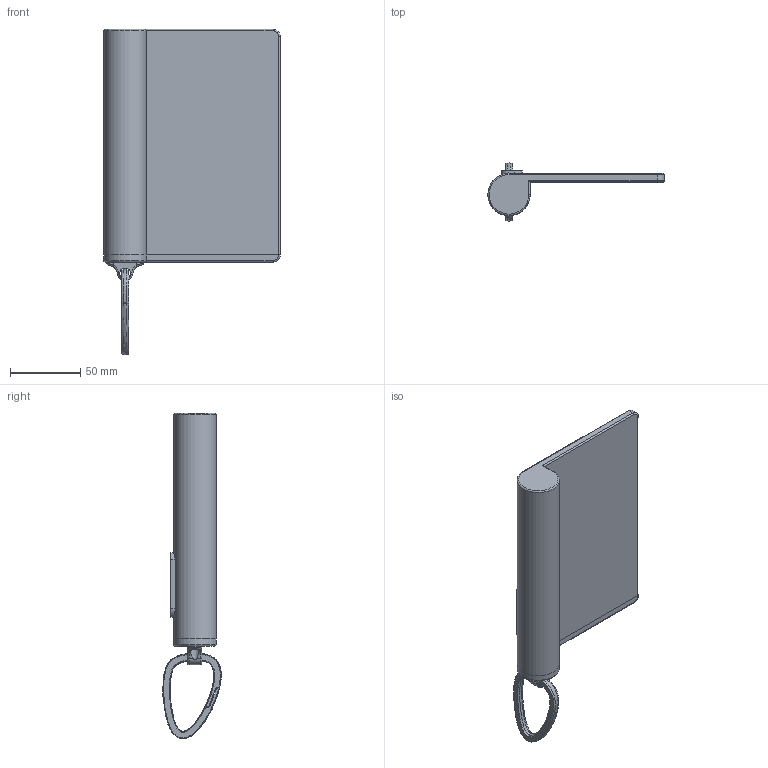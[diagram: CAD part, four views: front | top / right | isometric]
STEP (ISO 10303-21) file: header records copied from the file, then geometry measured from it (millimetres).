
FILE_DESCRIPTION(/* description */ (''),/* implementation_level */ '2;1');
FILE_NAME(/* name */ 'SOLAR BOOK v5.step',/* time_stamp */ '2025-09-11T15:18:17+05:30',/* author */ (''),/* organization */ (''),/* preprocessor_version */ 'ST-DEVELOPER v20.1',/* originating_system */ 'Autodesk Translation Framework v14.10.0.0',/* authorisation */ '');
FILE_SCHEMA (('AUTOMOTIVE_DESIGN { 1 0 10303 214 3 1 1 }'));
Length unit declared in the file: millimetre
Products named in the file (10): SOLAR BOOK; Circuit; SOLAR; Component3; Component4; BPDY; LID; Holder; CARABINER; Internal Circuit holder
Assembly tree (9 placements, depth 2):
  SOLAR BOOK
    Circuit
    SOLAR
    Component3
    Component4
    BPDY
    LID
    Holder
    CARABINER
    Internal Circuit holder
Bounding box: 125 x 41.5 x 230.65 mm (x, y, z)
Volume: 115488.5 mm3; surface area: 122951.5 mm2
Topology: 11 solids, 11 shells, 559 faces, 1506 edges, 982 vertices
Faces by surface type: plane 402, cylinder 108, bspline 30, torus 14, cone 5
Full cylindrical faces by diameter (mm): 0.3 x2, 1.25 x4, 3 x2, 3.5 x1, 7.5 x1, 18 x1
Entity records: 20107 total; most frequent: CARTESIAN_POINT 5698, ORIENTED_EDGE 3020, DIRECTION 2753, EDGE_CURVE 1510, LINE 1139, VECTOR 1139, VERTEX_POINT 986, AXIS2_PLACEMENT_3D 807
